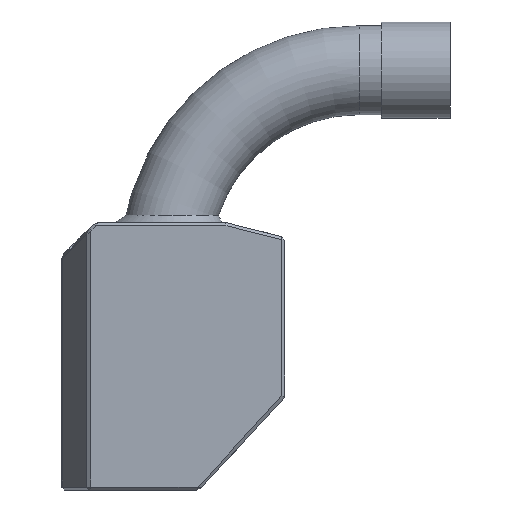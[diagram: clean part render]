
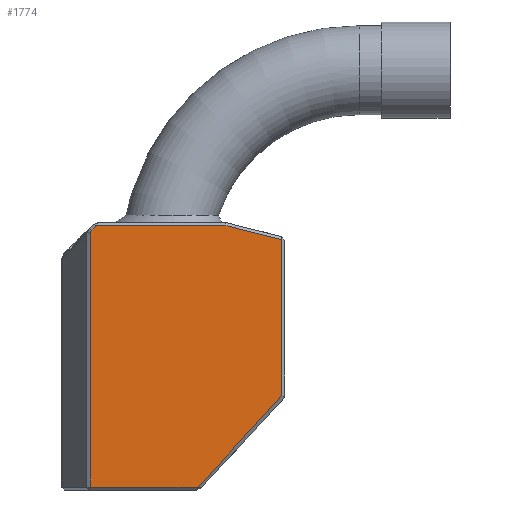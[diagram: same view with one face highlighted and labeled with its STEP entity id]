
A CAD part, front view. The second image highlights one B-rep face of the part: STEP entity #1774.
In plain terms, the highlighted planar face has unit normal (0, -1, 0).
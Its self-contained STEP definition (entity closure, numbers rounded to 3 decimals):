
#130=PLANE('',#1918);
#227=FACE_OUTER_BOUND('',#335,.T.);
#335=EDGE_LOOP('',(#1487,#1488,#1489,#1490,#1491,#1492,#1493));
#524=LINE('',#3265,#728);
#525=LINE('',#3267,#729);
#526=LINE('',#3269,#730);
#527=LINE('',#3271,#731);
#528=LINE('',#3273,#732);
#529=LINE('',#3275,#733);
#530=LINE('',#3276,#734);
#728=VECTOR('',#2276,10.);
#729=VECTOR('',#2277,10.);
#730=VECTOR('',#2278,10.);
#731=VECTOR('',#2279,10.);
#732=VECTOR('',#2280,10.);
#733=VECTOR('',#2281,10.);
#734=VECTOR('',#2282,10.);
#923=VERTEX_POINT('',#3263);
#924=VERTEX_POINT('',#3264);
#925=VERTEX_POINT('',#3266);
#926=VERTEX_POINT('',#3268);
#927=VERTEX_POINT('',#3270);
#928=VERTEX_POINT('',#3272);
#929=VERTEX_POINT('',#3274);
#1125=EDGE_CURVE('',#923,#924,#524,.T.);
#1126=EDGE_CURVE('',#925,#923,#525,.T.);
#1127=EDGE_CURVE('',#926,#925,#526,.T.);
#1128=EDGE_CURVE('',#927,#926,#527,.T.);
#1129=EDGE_CURVE('',#928,#927,#528,.T.);
#1130=EDGE_CURVE('',#929,#928,#529,.T.);
#1131=EDGE_CURVE('',#924,#929,#530,.T.);
#1487=ORIENTED_EDGE('',*,*,#1125,.F.);
#1488=ORIENTED_EDGE('',*,*,#1126,.F.);
#1489=ORIENTED_EDGE('',*,*,#1127,.F.);
#1490=ORIENTED_EDGE('',*,*,#1128,.F.);
#1491=ORIENTED_EDGE('',*,*,#1129,.F.);
#1492=ORIENTED_EDGE('',*,*,#1130,.F.);
#1493=ORIENTED_EDGE('',*,*,#1131,.F.);
#1774=ADVANCED_FACE('',(#227),#130,.F.);
#1918=AXIS2_PLACEMENT_3D('',#3262,#2274,#2275);
#2274=DIRECTION('center_axis',(0.,1.,0.));
#2275=DIRECTION('ref_axis',(1.,0.,0.));
#2276=DIRECTION('',(0.,0.,-1.));
#2277=DIRECTION('',(0.97,0.,-0.243));
#2278=DIRECTION('',(1.,0.,0.));
#2279=DIRECTION('',(0.707,0.,0.707));
#2280=DIRECTION('',(0.,0.,1.));
#2281=DIRECTION('',(-1.,0.,0.));
#2282=DIRECTION('',(-0.677,0.,-0.736));
#3262=CARTESIAN_POINT('Origin',(15.,0.,18.));
#3263=CARTESIAN_POINT('',(29.6,0.,33.688));
#3264=CARTESIAN_POINT('',(29.6,0.,12.656));
#3265=CARTESIAN_POINT('',(29.6,0.,26.));
#3266=CARTESIAN_POINT('',(21.951,0.,35.6));
#3267=CARTESIAN_POINT('',(20.727,0.,35.906));
#3268=CARTESIAN_POINT('',(4.666,0.,35.6));
#3269=CARTESIAN_POINT('',(9.75,0.,35.6));
#3270=CARTESIAN_POINT('',(3.9,0.,34.834));
#3271=CARTESIAN_POINT('',(0.658,0.,31.592));
#3272=CARTESIAN_POINT('',(3.9,0.,0.4));
#3273=CARTESIAN_POINT('',(3.9,0.,9.));
#3274=CARTESIAN_POINT('',(18.324,0.,0.4));
#3275=CARTESIAN_POINT('',(16.75,0.,0.4));
#3276=CARTESIAN_POINT('',(27.638,0.,10.523));
